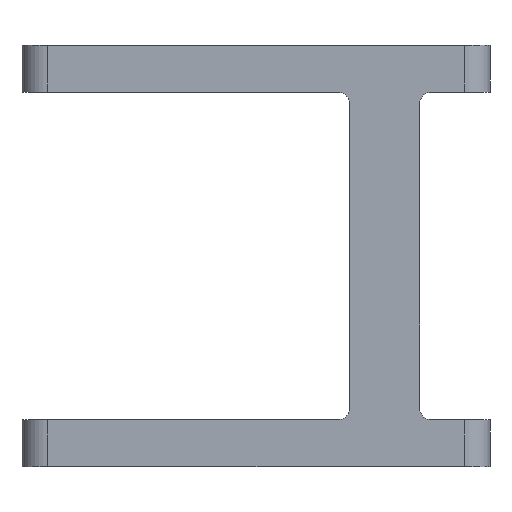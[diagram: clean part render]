
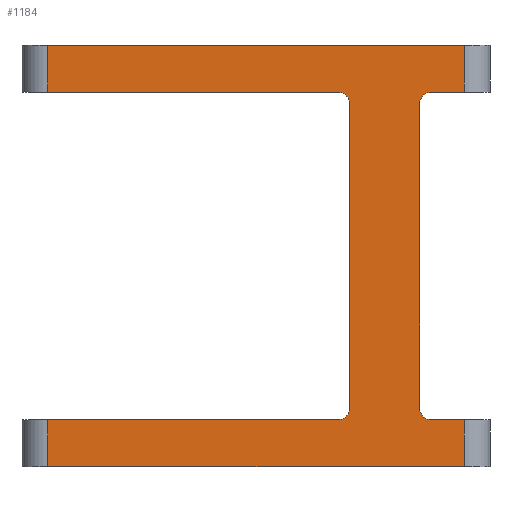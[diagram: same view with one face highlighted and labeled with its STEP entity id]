
A CAD part, top view. The second image highlights one B-rep face of the part: STEP entity #1184.
In plain terms, the highlighted planar face has unit normal (0, 0, 1).
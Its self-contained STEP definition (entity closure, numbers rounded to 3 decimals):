
#2 = DIRECTION ( 'NONE',  ( 0., 0., 1. ) ) ;
#22 = LINE ( 'NONE', #460, #1029 ) ;
#44 = CARTESIAN_POINT ( 'NONE',  ( 17.5, -32.5, 11. ) ) ;
#50 = ORIENTED_EDGE ( 'NONE', *, *, #400, .T. ) ;
#72 = VERTEX_POINT ( 'NONE', #502 ) ;
#80 = VERTEX_POINT ( 'NONE', #873 ) ;
#99 = CARTESIAN_POINT ( 'NONE',  ( 0., 0., 11. ) ) ;
#100 = VERTEX_POINT ( 'NONE', #689 ) ;
#103 = EDGE_CURVE ( 'NONE', #457, #1053, #307, .T. ) ;
#108 = VERTEX_POINT ( 'NONE', #508 ) ;
#110 = VERTEX_POINT ( 'NONE', #575 ) ;
#120 = CARTESIAN_POINT ( 'NONE',  ( -44.5, -45., 11. ) ) ;
#147 = VERTEX_POINT ( 'NONE', #342 ) ;
#155 = CIRCLE ( 'NONE', #993, 2.5 ) ;
#168 = CARTESIAN_POINT ( 'NONE',  ( -44.5, -45., 11. ) ) ;
#171 = EDGE_CURVE ( 'NONE', #72, #110, #232, .T. ) ;
#174 = ORIENTED_EDGE ( 'NONE', *, *, #1147, .T. ) ;
#175 = CARTESIAN_POINT ( 'NONE',  ( 37.5, -35., 11. ) ) ;
#183 = DIRECTION ( 'NONE',  ( 0., 1., 0. ) ) ;
#194 = VECTOR ( 'NONE', #611, 1000. ) ;
#196 = LINE ( 'NONE', #837, #1009 ) ;
#212 = EDGE_CURVE ( 'NONE', #714, #572, #703, .T. ) ;
#220 = EDGE_LOOP ( 'NONE', ( #290, #617, #998, #174, #275, #375, #683, #1110, #661, #726, #1141, #921, #292, #50, #654, #969 ) ) ;
#232 = CIRCLE ( 'NONE', #540, 2.5 ) ;
#236 = AXIS2_PLACEMENT_3D ( 'NONE', #631, #1010, #724 ) ;
#244 = LINE ( 'NONE', #421, #347 ) ;
#247 = CARTESIAN_POINT ( 'NONE',  ( 0., -35., 11. ) ) ;
#250 = EDGE_CURVE ( 'NONE', #147, #610, #638, .T. ) ;
#255 = VERTEX_POINT ( 'NONE', #695 ) ;
#263 = EDGE_CURVE ( 'NONE', #255, #714, #22, .T. ) ;
#271 = VECTOR ( 'NONE', #578, 1000. ) ;
#275 = ORIENTED_EDGE ( 'NONE', *, *, #788, .T. ) ;
#290 = ORIENTED_EDGE ( 'NONE', *, *, #1190, .F. ) ;
#292 = ORIENTED_EDGE ( 'NONE', *, *, #212, .T. ) ;
#297 = VERTEX_POINT ( 'NONE', #168 ) ;
#298 = DIRECTION ( 'NONE',  ( 1., 0., 0. ) ) ;
#307 = LINE ( 'NONE', #963, #962 ) ;
#311 = AXIS2_PLACEMENT_3D ( 'NONE', #99, #2, #758 ) ;
#335 = LINE ( 'NONE', #910, #878 ) ;
#342 = CARTESIAN_POINT ( 'NONE',  ( 20., -32.5, 11. ) ) ;
#343 = EDGE_CURVE ( 'NONE', #80, #610, #821, .T. ) ;
#346 = CARTESIAN_POINT ( 'NONE',  ( 17.5, -35., 11. ) ) ;
#347 = VECTOR ( 'NONE', #1176, 1000. ) ;
#367 = LINE ( 'NONE', #653, #839 ) ;
#375 = ORIENTED_EDGE ( 'NONE', *, *, #171, .T. ) ;
#377 = CARTESIAN_POINT ( 'NONE',  ( 0., 35., 11. ) ) ;
#400 = EDGE_CURVE ( 'NONE', #572, #457, #155, .T. ) ;
#414 = DIRECTION ( 'NONE',  ( 0., 0., -1. ) ) ;
#421 = CARTESIAN_POINT ( 'NONE',  ( 20., 0., 11. ) ) ;
#428 = VECTOR ( 'NONE', #773, 1000. ) ;
#440 = CARTESIAN_POINT ( 'NONE',  ( 35., 32.5, 11. ) ) ;
#451 = DIRECTION ( 'NONE',  ( 0., -1., 0. ) ) ;
#457 = VERTEX_POINT ( 'NONE', #1152 ) ;
#460 = CARTESIAN_POINT ( 'NONE',  ( 44.5, 0., 11. ) ) ;
#463 = VERTEX_POINT ( 'NONE', #596 ) ;
#464 = LINE ( 'NONE', #835, #678 ) ;
#470 = CARTESIAN_POINT ( 'NONE',  ( 0., 35., 11. ) ) ;
#477 = EDGE_CURVE ( 'NONE', #80, #297, #961, .T. ) ;
#502 = CARTESIAN_POINT ( 'NONE',  ( 17.5, 35., 11. ) ) ;
#508 = CARTESIAN_POINT ( 'NONE',  ( -44.5, 35., 11. ) ) ;
#531 = CARTESIAN_POINT ( 'NONE',  ( 17.5, 32.5, 11. ) ) ;
#540 = AXIS2_PLACEMENT_3D ( 'NONE', #531, #1149, #886 ) ;
#555 = DIRECTION ( 'NONE',  ( 0., 1., 0. ) ) ;
#570 = EDGE_CURVE ( 'NONE', #1053, #463, #759, .T. ) ;
#572 = VERTEX_POINT ( 'NONE', #175 ) ;
#575 = CARTESIAN_POINT ( 'NONE',  ( 20., 32.5, 11. ) ) ;
#578 = DIRECTION ( 'NONE',  ( 1., 0., 0. ) ) ;
#596 = CARTESIAN_POINT ( 'NONE',  ( 37.5, 35., 11. ) ) ;
#602 = CARTESIAN_POINT ( 'NONE',  ( 37.5, -32.5, 11. ) ) ;
#610 = VERTEX_POINT ( 'NONE', #346 ) ;
#611 = DIRECTION ( 'NONE',  ( -1., 0., 0. ) ) ;
#617 = ORIENTED_EDGE ( 'NONE', *, *, #746, .T. ) ;
#631 = CARTESIAN_POINT ( 'NONE',  ( 37.5, 32.5, 11. ) ) ;
#638 = CIRCLE ( 'NONE', #1157, 2.5 ) ;
#653 = CARTESIAN_POINT ( 'NONE',  ( 0., -45., 11. ) ) ;
#654 = ORIENTED_EDGE ( 'NONE', *, *, #103, .T. ) ;
#661 = ORIENTED_EDGE ( 'NONE', *, *, #343, .F. ) ;
#678 = VECTOR ( 'NONE', #451, 1000. ) ;
#683 = ORIENTED_EDGE ( 'NONE', *, *, #1056, .T. ) ;
#689 = CARTESIAN_POINT ( 'NONE',  ( -44.5, 45., 11. ) ) ;
#695 = CARTESIAN_POINT ( 'NONE',  ( 44.5, -45., 11. ) ) ;
#703 = LINE ( 'NONE', #247, #194 ) ;
#707 = DIRECTION ( 'NONE',  ( 1., 0., 0. ) ) ;
#714 = VERTEX_POINT ( 'NONE', #748 ) ;
#724 = DIRECTION ( 'NONE',  ( 1., 0., 0. ) ) ;
#726 = ORIENTED_EDGE ( 'NONE', *, *, #477, .T. ) ;
#746 = EDGE_CURVE ( 'NONE', #892, #1175, #196, .T. ) ;
#748 = CARTESIAN_POINT ( 'NONE',  ( 44.5, -35., 11. ) ) ;
#750 = FACE_OUTER_BOUND ( 'NONE', #220, .T. ) ;
#758 = DIRECTION ( 'NONE',  ( 1., 0., 0. ) ) ;
#759 = CIRCLE ( 'NONE', #236, 2.5 ) ;
#773 = DIRECTION ( 'NONE',  ( 0., -1., 0. ) ) ;
#787 = CARTESIAN_POINT ( 'NONE',  ( 44.5, 35., 11. ) ) ;
#788 = EDGE_CURVE ( 'NONE', #108, #72, #850, .T. ) ;
#791 = DIRECTION ( 'NONE',  ( 1., 0., 0. ) ) ;
#799 = DIRECTION ( 'NONE',  ( 1., 0., 0. ) ) ;
#821 = LINE ( 'NONE', #1180, #271 ) ;
#835 = CARTESIAN_POINT ( 'NONE',  ( -44.5, 35., 11. ) ) ;
#837 = CARTESIAN_POINT ( 'NONE',  ( 44.5, 0., 11. ) ) ;
#839 = VECTOR ( 'NONE', #1106, 1000. ) ;
#850 = LINE ( 'NONE', #377, #1095 ) ;
#873 = CARTESIAN_POINT ( 'NONE',  ( -44.5, -35., 11. ) ) ;
#878 = VECTOR ( 'NONE', #799, 1000. ) ;
#884 = DIRECTION ( 'NONE',  ( 0., 0., -1. ) ) ;
#886 = DIRECTION ( 'NONE',  ( 1., 0., 0. ) ) ;
#892 = VERTEX_POINT ( 'NONE', #787 ) ;
#910 = CARTESIAN_POINT ( 'NONE',  ( 0., 45., 11. ) ) ;
#921 = ORIENTED_EDGE ( 'NONE', *, *, #263, .T. ) ;
#940 = CARTESIAN_POINT ( 'NONE',  ( 44.5, 45., 11. ) ) ;
#961 = LINE ( 'NONE', #120, #428 ) ;
#962 = VECTOR ( 'NONE', #1144, 1000. ) ;
#963 = CARTESIAN_POINT ( 'NONE',  ( 35., 0., 11. ) ) ;
#969 = ORIENTED_EDGE ( 'NONE', *, *, #570, .T. ) ;
#993 = AXIS2_PLACEMENT_3D ( 'NONE', #602, #884, #707 ) ;
#998 = ORIENTED_EDGE ( 'NONE', *, *, #1022, .F. ) ;
#1009 = VECTOR ( 'NONE', #183, 1000. ) ;
#1010 = DIRECTION ( 'NONE',  ( 0., 0., -1. ) ) ;
#1011 = VECTOR ( 'NONE', #1194, 1000. ) ;
#1019 = PLANE ( 'NONE',  #311 ) ;
#1022 = EDGE_CURVE ( 'NONE', #100, #1175, #335, .T. ) ;
#1029 = VECTOR ( 'NONE', #555, 1000. ) ;
#1053 = VERTEX_POINT ( 'NONE', #440 ) ;
#1056 = EDGE_CURVE ( 'NONE', #110, #147, #244, .T. ) ;
#1095 = VECTOR ( 'NONE', #298, 1000. ) ;
#1106 = DIRECTION ( 'NONE',  ( 1., 0., 0. ) ) ;
#1110 = ORIENTED_EDGE ( 'NONE', *, *, #250, .T. ) ;
#1124 = LINE ( 'NONE', #470, #1011 ) ;
#1141 = ORIENTED_EDGE ( 'NONE', *, *, #1153, .T. ) ;
#1144 = DIRECTION ( 'NONE',  ( 0., 1., 0. ) ) ;
#1147 = EDGE_CURVE ( 'NONE', #100, #108, #464, .T. ) ;
#1149 = DIRECTION ( 'NONE',  ( 0., 0., -1. ) ) ;
#1152 = CARTESIAN_POINT ( 'NONE',  ( 35., -32.5, 11. ) ) ;
#1153 = EDGE_CURVE ( 'NONE', #297, #255, #367, .T. ) ;
#1157 = AXIS2_PLACEMENT_3D ( 'NONE', #44, #414, #791 ) ;
#1175 = VERTEX_POINT ( 'NONE', #940 ) ;
#1176 = DIRECTION ( 'NONE',  ( 0., -1., 0. ) ) ;
#1180 = CARTESIAN_POINT ( 'NONE',  ( 0., -35., 11. ) ) ;
#1184 = ADVANCED_FACE ( 'NONE', ( #750 ), #1019, .T. ) ;
#1190 = EDGE_CURVE ( 'NONE', #892, #463, #1124, .T. ) ;
#1194 = DIRECTION ( 'NONE',  ( -1., 0., 0. ) ) ;
